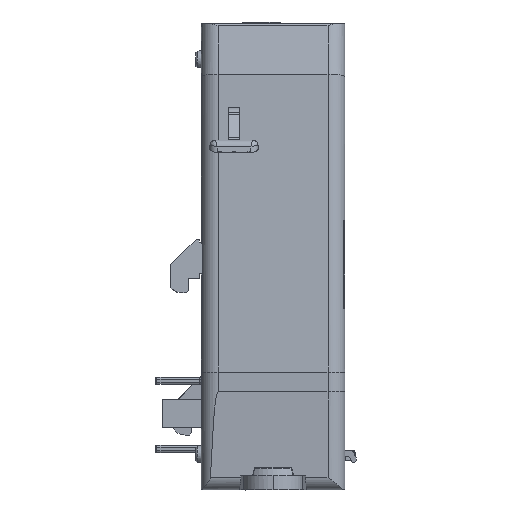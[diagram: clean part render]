
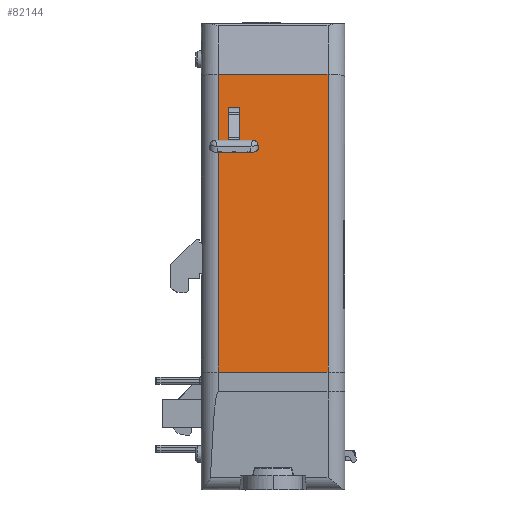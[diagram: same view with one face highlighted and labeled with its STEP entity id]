
A CAD part, front view. The second image highlights one B-rep face of the part: STEP entity #82144.
In plain terms, the highlighted planar face has unit normal (0, -0.999, 0.044).
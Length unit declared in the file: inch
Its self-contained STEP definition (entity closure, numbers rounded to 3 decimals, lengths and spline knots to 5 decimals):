
#265 = ORIENTED_EDGE ( 'NONE', *, *, #52350, .F. ) ;
#3830 = VERTEX_POINT ( 'NONE', #109574 ) ;
#5036 = VECTOR ( 'NONE', #154037, 39.37008 ) ;
#5682 = EDGE_CURVE ( 'NONE', #152775, #100767, #145531, .T. ) ;
#5847 = VECTOR ( 'NONE', #35989, 39.37008 ) ;
#7391 = CARTESIAN_POINT ( 'NONE',  ( -0.24746, -1.73772, -0.26054 ) ) ;
#8148 = ORIENTED_EDGE ( 'NONE', *, *, #39627, .F. ) ;
#8954 = DIRECTION ( 'NONE',  ( 0., -0.999, 0.044 ) ) ;
#10048 = VECTOR ( 'NONE', #49059, 39.37008 ) ;
#21372 = CARTESIAN_POINT ( 'NONE',  ( 0.63541, -1.92586, -4.56957 ) ) ;
#23025 = DIRECTION ( 'NONE',  ( 0., -0.044, -0.999 ) ) ;
#23029 = CARTESIAN_POINT ( 'NONE',  ( -0.09629, -1.92586, -4.56957 ) ) ;
#25625 = VERTEX_POINT ( 'NONE', #145909 ) ;
#27097 = VERTEX_POINT ( 'NONE', #122586 ) ;
#27792 = CARTESIAN_POINT ( 'NONE',  ( 0.63541, -1.75976, -0.76539 ) ) ;
#31632 = CARTESIAN_POINT ( 'NONE',  ( -0.24746, -1.82827, -2.33452 ) ) ;
#34901 = VECTOR ( 'NONE', #117935, 39.37008 ) ;
#35989 = DIRECTION ( 'NONE',  ( 0., -0.044, -0.999 ) ) ;
#39627 = EDGE_CURVE ( 'NONE', #124481, #100767, #155369, .T. ) ;
#40223 = ORIENTED_EDGE ( 'NONE', *, *, #5682, .T. ) ;
#40505 = LINE ( 'NONE', #113173, #10048 ) ;
#42013 = DIRECTION ( 'NONE',  ( 0., -0.044, -0.999 ) ) ;
#42139 = EDGE_CURVE ( 'NONE', #124481, #27097, #108986, .T. ) ;
#43071 = CARTESIAN_POINT ( 'NONE',  ( 0.51828, -1.82827, -2.33452 ) ) ;
#49059 = DIRECTION ( 'NONE',  ( 0., 0.044, 0.999 ) ) ;
#50955 = CARTESIAN_POINT ( 'NONE',  ( -0.09629, -1.74776, -0.49051 ) ) ;
#52350 = EDGE_CURVE ( 'NONE', #88638, #3830, #145844, .T. ) ;
#54144 = FACE_OUTER_BOUND ( 'NONE', #136080, .T. ) ;
#56700 = AXIS2_PLACEMENT_3D ( 'NONE', #21372, #8954, #23025 ) ;
#56968 = VECTOR ( 'NONE', #42013, 39.37008 ) ;
#63904 = LINE ( 'NONE', #158755, #144588 ) ;
#66424 = DIRECTION ( 'NONE',  ( -1., 0., 0. ) ) ;
#67400 = CARTESIAN_POINT ( 'NONE',  ( 0.51828, -1.92586, -4.56957 ) ) ;
#68319 = LINE ( 'NONE', #23029, #5847 ) ;
#70818 = VECTOR ( 'NONE', #119167, 39.37008 ) ;
#77408 = CARTESIAN_POINT ( 'NONE',  ( -0.13567, -1.74776, -0.49051 ) ) ;
#79455 = EDGE_CURVE ( 'NONE', #92280, #3830, #68319, .T. ) ;
#81865 = ORIENTED_EDGE ( 'NONE', *, *, #107961, .T. ) ;
#82144 = ADVANCED_FACE ( 'NONE', ( #54144, #166979 ), #84462, .T. ) ;
#83324 = ORIENTED_EDGE ( 'NONE', *, *, #92239, .F. ) ;
#84462 = PLANE ( 'NONE',  #56700 ) ;
#84818 = VECTOR ( 'NONE', #166882, 39.37008 ) ;
#88638 = VERTEX_POINT ( 'NONE', #128493 ) ;
#92239 = EDGE_CURVE ( 'NONE', #92280, #25625, #113855, .T. ) ;
#92280 = VERTEX_POINT ( 'NONE', #50955 ) ;
#92286 = ORIENTED_EDGE ( 'NONE', *, *, #42139, .T. ) ;
#100767 = VERTEX_POINT ( 'NONE', #31632 ) ;
#107961 = EDGE_CURVE ( 'NONE', #27097, #152775, #63904, .T. ) ;
#108986 = LINE ( 'NONE', #67400, #70818 ) ;
#109574 = CARTESIAN_POINT ( 'NONE',  ( -0.09629, -1.75976, -0.76539 ) ) ;
#113173 = CARTESIAN_POINT ( 'NONE',  ( -0.17505, -1.92586, -4.56957 ) ) ;
#113855 = LINE ( 'NONE', #77408, #5036 ) ;
#117935 = DIRECTION ( 'NONE',  ( 1., 0., 0. ) ) ;
#119167 = DIRECTION ( 'NONE',  ( 0., 0.044, 0.999 ) ) ;
#122586 = CARTESIAN_POINT ( 'NONE',  ( 0.51828, -1.73772, -0.26054 ) ) ;
#124481 = VERTEX_POINT ( 'NONE', #43071 ) ;
#125131 = EDGE_CURVE ( 'NONE', #88638, #25625, #40505, .T. ) ;
#128493 = CARTESIAN_POINT ( 'NONE',  ( -0.17505, -1.75976, -0.76539 ) ) ;
#136080 = EDGE_LOOP ( 'NONE', ( #8148, #92286, #81865, #40223 ) ) ;
#136990 = ORIENTED_EDGE ( 'NONE', *, *, #125131, .T. ) ;
#144588 = VECTOR ( 'NONE', #66424, 39.37008 ) ;
#145531 = LINE ( 'NONE', #153792, #56968 ) ;
#145844 = LINE ( 'NONE', #27792, #34901 ) ;
#145909 = CARTESIAN_POINT ( 'NONE',  ( -0.17505, -1.74776, -0.49051 ) ) ;
#152775 = VERTEX_POINT ( 'NONE', #7391 ) ;
#153792 = CARTESIAN_POINT ( 'NONE',  ( -0.24746, -1.82827, -2.33452 ) ) ;
#154037 = DIRECTION ( 'NONE',  ( -1., 0., 0. ) ) ;
#155044 = CARTESIAN_POINT ( 'NONE',  ( 0.63541, -1.82827, -2.33452 ) ) ;
#155369 = LINE ( 'NONE', #155044, #84818 ) ;
#158755 = CARTESIAN_POINT ( 'NONE',  ( 0.63541, -1.73772, -0.26054 ) ) ;
#162036 = EDGE_LOOP ( 'NONE', ( #83324, #167387, #265, #136990 ) ) ;
#166882 = DIRECTION ( 'NONE',  ( -1., 0., 0. ) ) ;
#166979 = FACE_BOUND ( 'NONE', #162036, .T. ) ;
#167387 = ORIENTED_EDGE ( 'NONE', *, *, #79455, .T. ) ;
